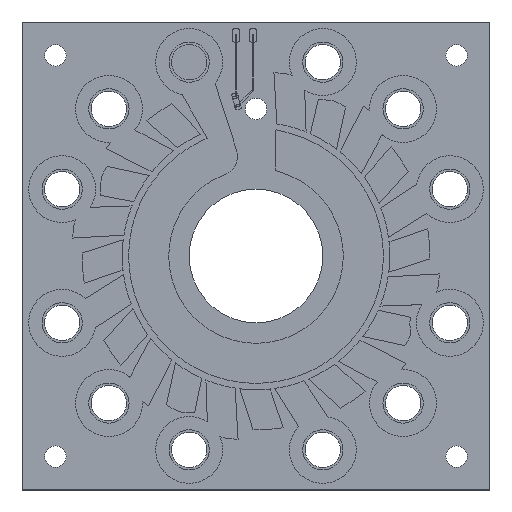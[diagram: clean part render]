
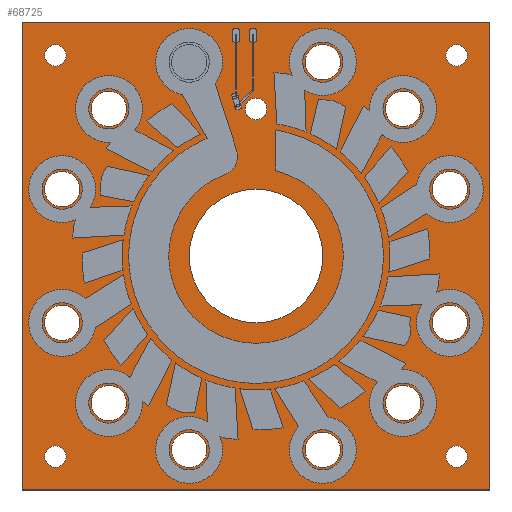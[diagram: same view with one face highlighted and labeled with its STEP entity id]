
A CAD part, top view. The second image highlights one B-rep face of the part: STEP entity #68725.
In plain terms, the highlighted planar face has unit normal (0, 0, 1).
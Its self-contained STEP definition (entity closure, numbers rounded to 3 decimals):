
#68415 = VERTEX_POINT('',#68416);
#68416 = CARTESIAN_POINT('',(180.,-131.,1.6));
#68422 = EDGE_CURVE('',#68415,#68423,#68425,.T.);
#68423 = VERTEX_POINT('',#68424);
#68424 = CARTESIAN_POINT('',(110.,-131.,1.6));
#68425 = LINE('',#68426,#68427);
#68426 = CARTESIAN_POINT('',(180.,-131.,1.6));
#68427 = VECTOR('',#68428,1.);
#68428 = DIRECTION('',(-1.,0.,0.));
#68455 = VERTEX_POINT('',#68456);
#68456 = CARTESIAN_POINT('',(180.,-61.,1.6));
#68462 = EDGE_CURVE('',#68455,#68415,#68463,.T.);
#68463 = LINE('',#68464,#68465);
#68464 = CARTESIAN_POINT('',(180.,-61.,1.6));
#68465 = VECTOR('',#68466,1.);
#68466 = DIRECTION('',(0.,-1.,0.));
#68484 = EDGE_CURVE('',#68423,#68485,#68487,.T.);
#68485 = VERTEX_POINT('',#68486);
#68486 = CARTESIAN_POINT('',(110.,-61.,1.6));
#68487 = LINE('',#68488,#68489);
#68488 = CARTESIAN_POINT('',(110.,-131.,1.6));
#68489 = VECTOR('',#68490,1.);
#68490 = DIRECTION('',(0.,1.,0.));
#68725 = ADVANCED_FACE('',(#68726,#68737,#68748,#68759,#68770,#68781,
    #68792,#68803,#68814,#68825,#68836,#68847,#68858,#68869,#68880,
    #68891,#68902,#68913,#68924),#68935,.F.);
#68726 = FACE_BOUND('',#68727,.F.);
#68727 = EDGE_LOOP('',(#68728,#68729,#68730,#68736));
#68728 = ORIENTED_EDGE('',*,*,#68422,.T.);
#68729 = ORIENTED_EDGE('',*,*,#68484,.T.);
#68730 = ORIENTED_EDGE('',*,*,#68731,.T.);
#68731 = EDGE_CURVE('',#68485,#68455,#68732,.T.);
#68732 = LINE('',#68733,#68734);
#68733 = CARTESIAN_POINT('',(110.,-61.,1.6));
#68734 = VECTOR('',#68735,1.);
#68735 = DIRECTION('',(1.,0.,0.));
#68736 = ORIENTED_EDGE('',*,*,#68462,.T.);
#68737 = FACE_BOUND('',#68738,.F.);
#68738 = EDGE_LOOP('',(#68739));
#68739 = ORIENTED_EDGE('',*,*,#68740,.F.);
#68740 = EDGE_CURVE('',#68741,#68741,#68743,.T.);
#68741 = VERTEX_POINT('',#68742);
#68742 = CARTESIAN_POINT('',(175.,-127.6,1.6));
#68743 = CIRCLE('',#68744,1.6);
#68744 = AXIS2_PLACEMENT_3D('',#68745,#68746,#68747);
#68745 = CARTESIAN_POINT('',(175.,-126.,1.6));
#68746 = DIRECTION('',(-0.,0.,-1.));
#68747 = DIRECTION('',(-0.,-1.,0.));
#68748 = FACE_BOUND('',#68749,.F.);
#68749 = EDGE_LOOP('',(#68750));
#68750 = ORIENTED_EDGE('',*,*,#68751,.F.);
#68751 = EDGE_CURVE('',#68752,#68752,#68754,.T.);
#68752 = VERTEX_POINT('',#68753);
#68753 = CARTESIAN_POINT('',(167.,-120.65,1.6));
#68754 = CIRCLE('',#68755,2.65);
#68755 = AXIS2_PLACEMENT_3D('',#68756,#68757,#68758);
#68756 = CARTESIAN_POINT('',(167.,-118.,1.6));
#68757 = DIRECTION('',(-0.,0.,-1.));
#68758 = DIRECTION('',(-0.,-1.,0.));
#68759 = FACE_BOUND('',#68760,.F.);
#68760 = EDGE_LOOP('',(#68761));
#68761 = ORIENTED_EDGE('',*,*,#68762,.F.);
#68762 = EDGE_CURVE('',#68763,#68763,#68765,.T.);
#68763 = VERTEX_POINT('',#68764);
#68764 = CARTESIAN_POINT('',(155.,-127.65,1.6));
#68765 = CIRCLE('',#68766,2.65);
#68766 = AXIS2_PLACEMENT_3D('',#68767,#68768,#68769);
#68767 = CARTESIAN_POINT('',(155.,-125.,1.6));
#68768 = DIRECTION('',(-0.,0.,-1.));
#68769 = DIRECTION('',(-0.,-1.,0.));
#68770 = FACE_BOUND('',#68771,.F.);
#68771 = EDGE_LOOP('',(#68772));
#68772 = ORIENTED_EDGE('',*,*,#68773,.F.);
#68773 = EDGE_CURVE('',#68774,#68774,#68776,.T.);
#68774 = VERTEX_POINT('',#68775);
#68775 = CARTESIAN_POINT('',(174.,-108.65,1.6));
#68776 = CIRCLE('',#68777,2.65);
#68777 = AXIS2_PLACEMENT_3D('',#68778,#68779,#68780);
#68778 = CARTESIAN_POINT('',(174.,-106.,1.6));
#68779 = DIRECTION('',(-0.,0.,-1.));
#68780 = DIRECTION('',(-0.,-1.,0.));
#68781 = FACE_BOUND('',#68782,.F.);
#68782 = EDGE_LOOP('',(#68783));
#68783 = ORIENTED_EDGE('',*,*,#68784,.F.);
#68784 = EDGE_CURVE('',#68785,#68785,#68787,.T.);
#68785 = VERTEX_POINT('',#68786);
#68786 = CARTESIAN_POINT('',(135.,-127.65,1.6));
#68787 = CIRCLE('',#68788,2.65);
#68788 = AXIS2_PLACEMENT_3D('',#68789,#68790,#68791);
#68789 = CARTESIAN_POINT('',(135.,-125.,1.6));
#68790 = DIRECTION('',(-0.,0.,-1.));
#68791 = DIRECTION('',(-0.,-1.,0.));
#68792 = FACE_BOUND('',#68793,.F.);
#68793 = EDGE_LOOP('',(#68794));
#68794 = ORIENTED_EDGE('',*,*,#68795,.F.);
#68795 = EDGE_CURVE('',#68796,#68796,#68798,.T.);
#68796 = VERTEX_POINT('',#68797);
#68797 = CARTESIAN_POINT('',(115.,-127.6,1.6));
#68798 = CIRCLE('',#68799,1.6);
#68799 = AXIS2_PLACEMENT_3D('',#68800,#68801,#68802);
#68800 = CARTESIAN_POINT('',(115.,-126.,1.6));
#68801 = DIRECTION('',(-0.,0.,-1.));
#68802 = DIRECTION('',(-0.,-1.,0.));
#68803 = FACE_BOUND('',#68804,.F.);
#68804 = EDGE_LOOP('',(#68805));
#68805 = ORIENTED_EDGE('',*,*,#68806,.F.);
#68806 = EDGE_CURVE('',#68807,#68807,#68809,.T.);
#68807 = VERTEX_POINT('',#68808);
#68808 = CARTESIAN_POINT('',(123.,-120.65,1.6));
#68809 = CIRCLE('',#68810,2.65);
#68810 = AXIS2_PLACEMENT_3D('',#68811,#68812,#68813);
#68811 = CARTESIAN_POINT('',(123.,-118.,1.6));
#68812 = DIRECTION('',(-0.,0.,-1.));
#68813 = DIRECTION('',(-0.,-1.,0.));
#68814 = FACE_BOUND('',#68815,.F.);
#68815 = EDGE_LOOP('',(#68816));
#68816 = ORIENTED_EDGE('',*,*,#68817,.F.);
#68817 = EDGE_CURVE('',#68818,#68818,#68820,.T.);
#68818 = VERTEX_POINT('',#68819);
#68819 = CARTESIAN_POINT('',(116.,-108.65,1.6));
#68820 = CIRCLE('',#68821,2.65);
#68821 = AXIS2_PLACEMENT_3D('',#68822,#68823,#68824);
#68822 = CARTESIAN_POINT('',(116.,-106.,1.6));
#68823 = DIRECTION('',(-0.,0.,-1.));
#68824 = DIRECTION('',(-0.,-1.,0.));
#68825 = FACE_BOUND('',#68826,.F.);
#68826 = EDGE_LOOP('',(#68827));
#68827 = ORIENTED_EDGE('',*,*,#68828,.F.);
#68828 = EDGE_CURVE('',#68829,#68829,#68831,.T.);
#68829 = VERTEX_POINT('',#68830);
#68830 = CARTESIAN_POINT('',(174.,-88.65,1.6));
#68831 = CIRCLE('',#68832,2.65);
#68832 = AXIS2_PLACEMENT_3D('',#68833,#68834,#68835);
#68833 = CARTESIAN_POINT('',(174.,-86.,1.6));
#68834 = DIRECTION('',(-0.,0.,-1.));
#68835 = DIRECTION('',(-0.,-1.,0.));
#68836 = FACE_BOUND('',#68837,.F.);
#68837 = EDGE_LOOP('',(#68838));
#68838 = ORIENTED_EDGE('',*,*,#68839,.F.);
#68839 = EDGE_CURVE('',#68840,#68840,#68842,.T.);
#68840 = VERTEX_POINT('',#68841);
#68841 = CARTESIAN_POINT('',(167.,-76.65,1.6));
#68842 = CIRCLE('',#68843,2.65);
#68843 = AXIS2_PLACEMENT_3D('',#68844,#68845,#68846);
#68844 = CARTESIAN_POINT('',(167.,-74.,1.6));
#68845 = DIRECTION('',(-0.,0.,-1.));
#68846 = DIRECTION('',(-0.,-1.,0.));
#68847 = FACE_BOUND('',#68848,.F.);
#68848 = EDGE_LOOP('',(#68849));
#68849 = ORIENTED_EDGE('',*,*,#68850,.F.);
#68850 = EDGE_CURVE('',#68851,#68851,#68853,.T.);
#68851 = VERTEX_POINT('',#68852);
#68852 = CARTESIAN_POINT('',(175.,-67.6,1.6));
#68853 = CIRCLE('',#68854,1.6);
#68854 = AXIS2_PLACEMENT_3D('',#68855,#68856,#68857);
#68855 = CARTESIAN_POINT('',(175.,-66.,1.6));
#68856 = DIRECTION('',(-0.,0.,-1.));
#68857 = DIRECTION('',(-0.,-1.,0.));
#68858 = FACE_BOUND('',#68859,.F.);
#68859 = EDGE_LOOP('',(#68860));
#68860 = ORIENTED_EDGE('',*,*,#68861,.F.);
#68861 = EDGE_CURVE('',#68862,#68862,#68864,.T.);
#68862 = VERTEX_POINT('',#68863);
#68863 = CARTESIAN_POINT('',(155.,-69.65,1.6));
#68864 = CIRCLE('',#68865,2.65);
#68865 = AXIS2_PLACEMENT_3D('',#68866,#68867,#68868);
#68866 = CARTESIAN_POINT('',(155.,-67.,1.6));
#68867 = DIRECTION('',(-0.,0.,-1.));
#68868 = DIRECTION('',(-0.,-1.,0.));
#68869 = FACE_BOUND('',#68870,.F.);
#68870 = EDGE_LOOP('',(#68871));
#68871 = ORIENTED_EDGE('',*,*,#68872,.T.);
#68872 = EDGE_CURVE('',#68873,#68873,#68875,.T.);
#68873 = VERTEX_POINT('',#68874);
#68874 = CARTESIAN_POINT('',(155.,-96.,1.6));
#68875 = CIRCLE('',#68876,10.);
#68876 = AXIS2_PLACEMENT_3D('',#68877,#68878,#68879);
#68877 = CARTESIAN_POINT('',(145.,-96.,1.6));
#68878 = DIRECTION('',(0.,0.,1.));
#68879 = DIRECTION('',(1.,0.,-0.));
#68880 = FACE_BOUND('',#68881,.F.);
#68881 = EDGE_LOOP('',(#68882));
#68882 = ORIENTED_EDGE('',*,*,#68883,.F.);
#68883 = EDGE_CURVE('',#68884,#68884,#68886,.T.);
#68884 = VERTEX_POINT('',#68885);
#68885 = CARTESIAN_POINT('',(116.,-88.65,1.6));
#68886 = CIRCLE('',#68887,2.65);
#68887 = AXIS2_PLACEMENT_3D('',#68888,#68889,#68890);
#68888 = CARTESIAN_POINT('',(116.,-86.,1.6));
#68889 = DIRECTION('',(-0.,0.,-1.));
#68890 = DIRECTION('',(-0.,-1.,0.));
#68891 = FACE_BOUND('',#68892,.F.);
#68892 = EDGE_LOOP('',(#68893));
#68893 = ORIENTED_EDGE('',*,*,#68894,.F.);
#68894 = EDGE_CURVE('',#68895,#68895,#68897,.T.);
#68895 = VERTEX_POINT('',#68896);
#68896 = CARTESIAN_POINT('',(145.,-75.6,1.6));
#68897 = CIRCLE('',#68898,1.6);
#68898 = AXIS2_PLACEMENT_3D('',#68899,#68900,#68901);
#68899 = CARTESIAN_POINT('',(145.,-74.,1.6));
#68900 = DIRECTION('',(-0.,0.,-1.));
#68901 = DIRECTION('',(-0.,-1.,0.));
#68902 = FACE_BOUND('',#68903,.F.);
#68903 = EDGE_LOOP('',(#68904));
#68904 = ORIENTED_EDGE('',*,*,#68905,.F.);
#68905 = EDGE_CURVE('',#68906,#68906,#68908,.T.);
#68906 = VERTEX_POINT('',#68907);
#68907 = CARTESIAN_POINT('',(135.,-69.65,1.6));
#68908 = CIRCLE('',#68909,2.65);
#68909 = AXIS2_PLACEMENT_3D('',#68910,#68911,#68912);
#68910 = CARTESIAN_POINT('',(135.,-67.,1.6));
#68911 = DIRECTION('',(-0.,0.,-1.));
#68912 = DIRECTION('',(-0.,-1.,0.));
#68913 = FACE_BOUND('',#68914,.F.);
#68914 = EDGE_LOOP('',(#68915));
#68915 = ORIENTED_EDGE('',*,*,#68916,.F.);
#68916 = EDGE_CURVE('',#68917,#68917,#68919,.T.);
#68917 = VERTEX_POINT('',#68918);
#68918 = CARTESIAN_POINT('',(123.,-76.65,1.6));
#68919 = CIRCLE('',#68920,2.65);
#68920 = AXIS2_PLACEMENT_3D('',#68921,#68922,#68923);
#68921 = CARTESIAN_POINT('',(123.,-74.,1.6));
#68922 = DIRECTION('',(-0.,0.,-1.));
#68923 = DIRECTION('',(-0.,-1.,0.));
#68924 = FACE_BOUND('',#68925,.F.);
#68925 = EDGE_LOOP('',(#68926));
#68926 = ORIENTED_EDGE('',*,*,#68927,.F.);
#68927 = EDGE_CURVE('',#68928,#68928,#68930,.T.);
#68928 = VERTEX_POINT('',#68929);
#68929 = CARTESIAN_POINT('',(115.,-67.6,1.6));
#68930 = CIRCLE('',#68931,1.6);
#68931 = AXIS2_PLACEMENT_3D('',#68932,#68933,#68934);
#68932 = CARTESIAN_POINT('',(115.,-66.,1.6));
#68933 = DIRECTION('',(-0.,0.,-1.));
#68934 = DIRECTION('',(-0.,-1.,0.));
#68935 = PLANE('',#68936);
#68936 = AXIS2_PLACEMENT_3D('',#68937,#68938,#68939);
#68937 = CARTESIAN_POINT('',(145.,-96.,1.6));
#68938 = DIRECTION('',(-0.,-0.,-1.));
#68939 = DIRECTION('',(-1.,0.,0.));
